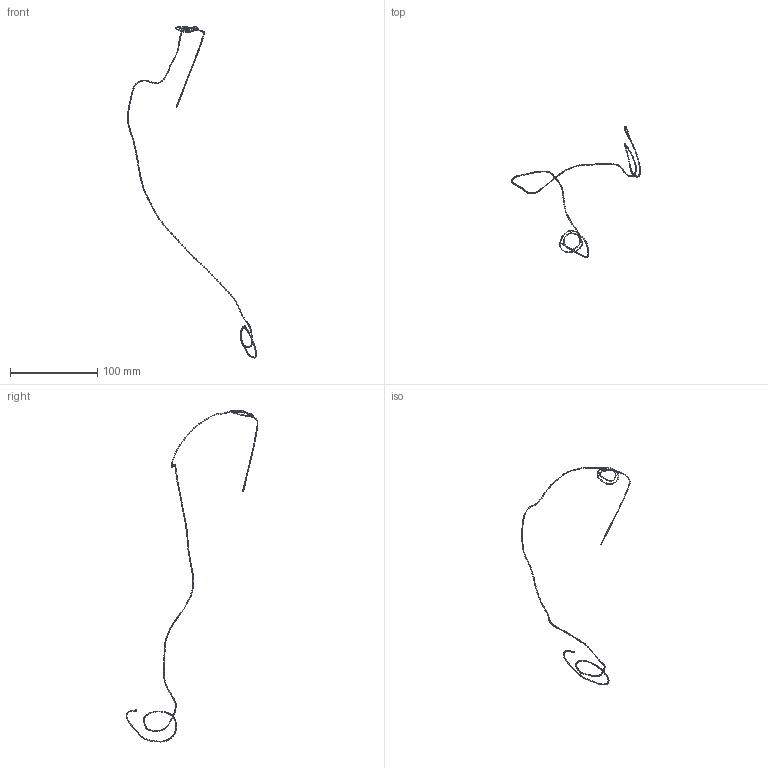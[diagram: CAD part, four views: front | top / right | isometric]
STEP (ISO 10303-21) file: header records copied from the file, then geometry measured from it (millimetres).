
FILE_DESCRIPTION(('STEP AP214'),'1');
FILE_NAME('Adult_DBS_03_Insulation_Right.step','2024-02-05T22:01:40',(' '),('ANSOFT Corporation'),'Spatial InterOp 3D',' ',' ');
FILE_SCHEMA(('AUTOMOTIVE_DESIGN { 1 0 10303 214 1 1 1 1 }'));
Length unit declared in the file: millimetre
Products named in the file (1): Insulation_right
Bounding box: 148.28 x 151.49 x 381.16 mm (x, y, z)
Volume: 750.6 mm3; surface area: 3000.8 mm2
Topology: 1 solids, 1 shells, 833 faces, 2146 edges, 1316 vertices
Faces by surface type: cylinder 830, plane 3
Entity records: 25668 total; most frequent: DIRECTION 5130, CARTESIAN_POINT 4296, ORIENTED_EDGE 4292, AXIS2_PLACEMENT_3D 2150, EDGE_CURVE 2146, VERTEX_POINT 1316, ELLIPSE 1194, EDGE_LOOP 834
